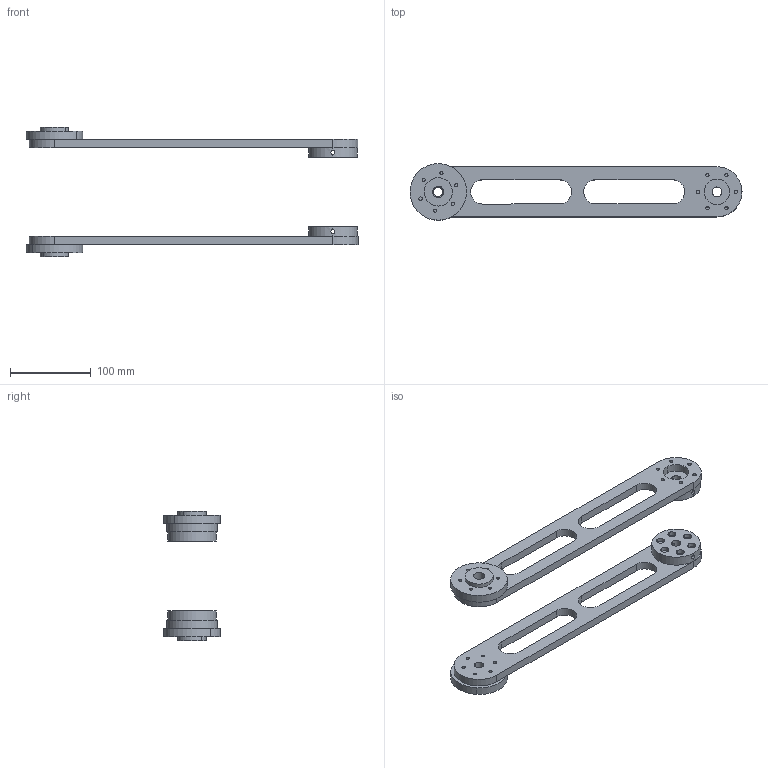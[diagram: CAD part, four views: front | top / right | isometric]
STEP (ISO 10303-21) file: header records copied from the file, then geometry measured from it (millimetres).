
FILE_DESCRIPTION (( 'STEP AP214' ), '1' );
FILE_NAME ('khau2.STEP', '2019-04-24T13:20:47', ( '' ), ( '' ), 'SwSTEP 2.0', 'SolidWorks 2018', '' );
FILE_SCHEMA (( 'AUTOMOTIVE_DESIGN' ));
Length unit declared in the file: millimetre
Products named in the file (4): khau2; dem truc; dem co dinh v2
Assembly tree (6 placements, depth 2):
  khau2
    khau2  x2
    dem truc  x2
    dem co dinh v2  x2
Bounding box: 411 x 70 x 160 mm (x, y, z)
Volume: 452962.2 mm3; surface area: 144598.7 mm2
Topology: 6 solids, 6 shells, 248 faces, 648 edges, 432 vertices
Faces by surface type: cylinder 196, plane 52
Entity records: 5350 total; most frequent: CARTESIAN_POINT 931, DIRECTION 762, ORIENTED_EDGE 648, EDGE_CURVE 324, AXIS2_PLACEMENT_3D 321, VERTEX_POINT 216, EDGE_LOOP 198, CIRCLE 188
